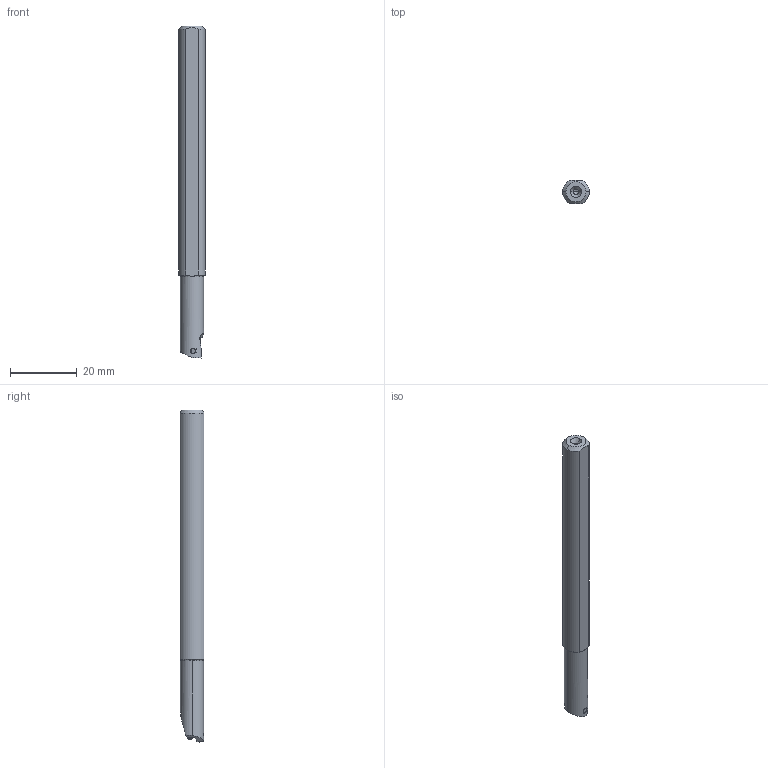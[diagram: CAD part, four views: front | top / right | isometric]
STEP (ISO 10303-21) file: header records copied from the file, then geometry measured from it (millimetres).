
FILE_DESCRIPTION(/* description */ (''),/* implementation_level */ '2;1');
FILE_NAME(/* name */ 'FSWL108LM.stp',/* time_stamp */ '2021-11-11T11:38:56+09:00',/* author */ (''),/* organization */ (''),/* preprocessor_version */ 'ST-DEVELOPER v16',/* originating_system */ 'SIEMENS PLM Software NX 10.0',/* authorisation */ '');
FILE_SCHEMA (('AUTOMOTIVE_DESIGN { 1 0 10303 214 3 1 1 1 }'));
Length unit declared in the file: millimetre
Products named in the file (1): FSWL108LM_ASM
Bounding box: 8 x 7 x 99.59 mm (x, y, z)
Volume: 4339.1 mm3; surface area: 2491 mm2
Topology: 2 solids, 2 shells, 74 faces, 220 edges, 150 vertices
Faces by surface type: cylinder 31, plane 19, cone 18, torus 4, sphere 2
Entity records: 2966 total; most frequent: CARTESIAN_POINT 860, DIRECTION 439, ORIENTED_EDGE 432, EDGE_CURVE 216, AXIS2_PLACEMENT_3D 183, VERTEX_POINT 147, CIRCLE 88, EDGE_LOOP 77
